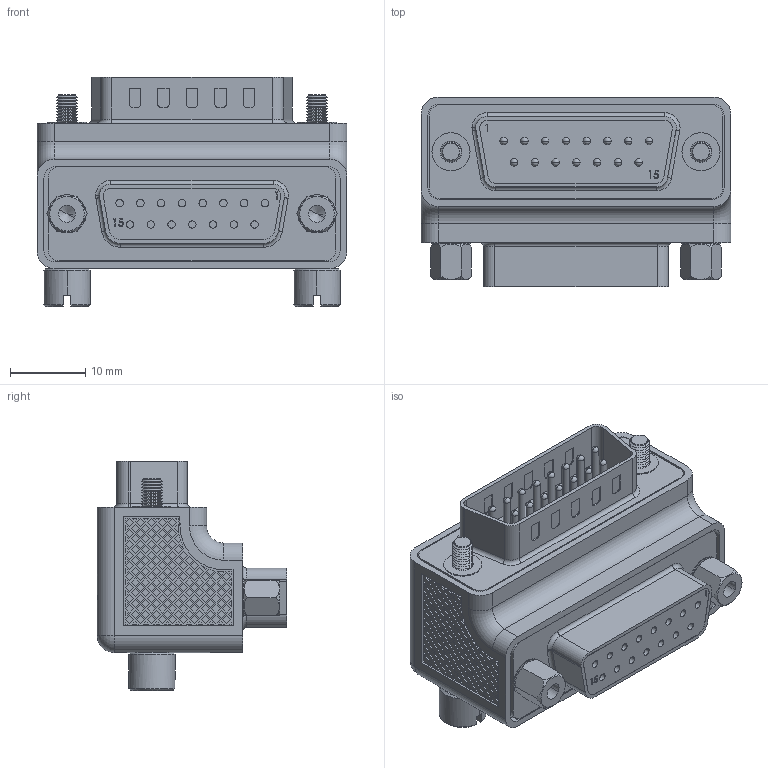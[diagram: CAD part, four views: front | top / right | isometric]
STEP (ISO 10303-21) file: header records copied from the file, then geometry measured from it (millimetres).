
FILE_DESCRIPTION (( 'STEP AP203' ), '1' );
FILE_NAME ('DG9015MF2.STEP', '2013-02-14T20:35:41', ( 'x' ), ( '' ), 'SwSTEP 2.0', 'SolidWorks 2012', '' );
FILE_SCHEMA (( 'CONFIG_CONTROL_DESIGN' ));
Length unit declared in the file: inch
Products named in the file (7): DG9015MF2; MTN-376; 3AA05-004; 1AJ06-050; SD15P_With Clinch Nuts; SD15S_With Clinch Nuts; DG9015MF1-MA1
Assembly tree (8 placements, depth 2):
  DG9015MF2
    DG9015MF1-MA1
    SD15S_With Clinch Nuts
    SD15P_With Clinch Nuts
    1AJ06-050  x2
    3AA05-004  x2
    MTN-376
Bounding box: 41.27 x 25.29 x 30.58 mm (x, y, z)
Volume: 20396.4 mm3; surface area: 12469.1 mm2
Topology: 8 solids, 8 shells, 3100 faces, 7401 edges, 4745 vertices
Faces by surface type: plane 2273, cylinder 471, cone 204, bspline 64, sphere 46, torus 42
Entity records: 86718 total; most frequent: CARTESIAN_POINT 16444, ORIENTED_EDGE 14166, DIRECTION 13843, EDGE_CURVE 7083, LINE 5853, VECTOR 5853, VERTEX_POINT 4580, AXIS2_PLACEMENT_3D 3995
